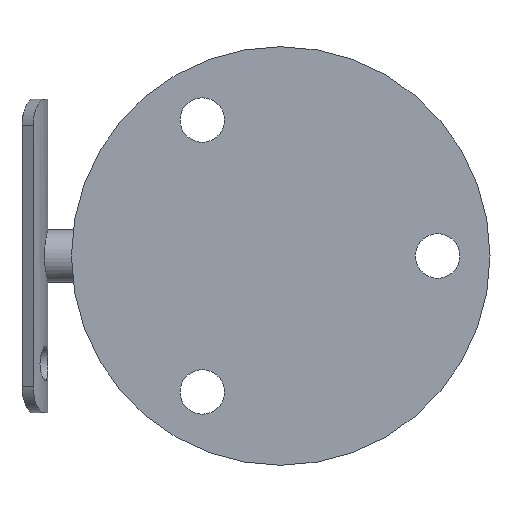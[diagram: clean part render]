
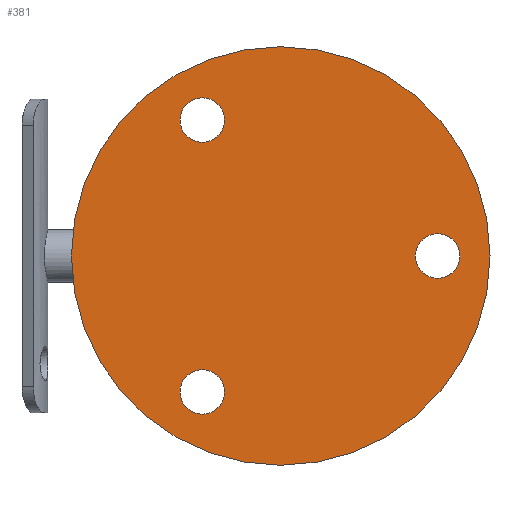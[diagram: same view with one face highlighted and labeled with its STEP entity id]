
A CAD part, left-side view. The second image highlights one B-rep face of the part: STEP entity #381.
In plain terms, the highlighted planar face has unit normal (-1, 0, 0).
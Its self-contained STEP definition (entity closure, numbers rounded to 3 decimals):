
#5 = AXIS2_PLACEMENT_3D ( 'NONE', #763, #145, #755 ) ;
#17 = ORIENTED_EDGE ( 'NONE', *, *, #805, .T. ) ;
#25 = CIRCLE ( 'NONE', #424, 4.25 ) ;
#70 = EDGE_CURVE ( 'NONE', #1088, #1148, #637, .T. ) ;
#84 = ORIENTED_EDGE ( 'NONE', *, *, #368, .T. ) ;
#90 = CARTESIAN_POINT ( 'NONE',  ( 0., 15., -25.981 ) ) ;
#112 = EDGE_CURVE ( 'NONE', #1344, #1357, #1631, .T. ) ;
#118 = PLANE ( 'NONE',  #5 ) ;
#132 = VERTEX_POINT ( 'NONE', #382 ) ;
#145 = DIRECTION ( 'NONE',  ( 1., 0., 0. ) ) ;
#157 = CARTESIAN_POINT ( 'NONE',  ( 0., 0., -40. ) ) ;
#165 = ORIENTED_EDGE ( 'NONE', *, *, #182, .T. ) ;
#182 = EDGE_CURVE ( 'NONE', #1489, #132, #233, .T. ) ;
#189 = EDGE_LOOP ( 'NONE', ( #84, #165 ) ) ;
#210 = DIRECTION ( 'NONE',  ( 0., 0., -1. ) ) ;
#232 = EDGE_LOOP ( 'NONE', ( #17, #810 ) ) ;
#233 = CIRCLE ( 'NONE', #494, 4.25 ) ;
#252 = CARTESIAN_POINT ( 'NONE',  ( 0., 0., 40. ) ) ;
#255 = EDGE_CURVE ( 'NONE', #1606, #836, #25, .T. ) ;
#292 = AXIS2_PLACEMENT_3D ( 'NONE', #1503, #473, #732 ) ;
#349 = DIRECTION ( 'NONE',  ( 0., 0., -1. ) ) ;
#368 = EDGE_CURVE ( 'NONE', #132, #1489, #537, .T. ) ;
#381 = ADVANCED_FACE ( 'NONE', ( #1511, #638, #778, #1628 ), #118, .F. ) ;
#382 = CARTESIAN_POINT ( 'NONE',  ( 0., -30., -4.25 ) ) ;
#386 = CARTESIAN_POINT ( 'NONE',  ( 0., 15., 30.231 ) ) ;
#424 = AXIS2_PLACEMENT_3D ( 'NONE', #1137, #650, #1146 ) ;
#433 = DIRECTION ( 'NONE',  ( 0., 0., -1. ) ) ;
#473 = DIRECTION ( 'NONE',  ( 1., 0., 0. ) ) ;
#479 = ORIENTED_EDGE ( 'NONE', *, *, #623, .T. ) ;
#490 = DIRECTION ( 'NONE',  ( 1., 0., 0. ) ) ;
#494 = AXIS2_PLACEMENT_3D ( 'NONE', #660, #1027, #890 ) ;
#508 = AXIS2_PLACEMENT_3D ( 'NONE', #1016, #490, #1255 ) ;
#537 = CIRCLE ( 'NONE', #508, 4.25 ) ;
#548 = CARTESIAN_POINT ( 'NONE',  ( 0., 15., -30.231 ) ) ;
#607 = DIRECTION ( 'NONE',  ( 1., 0., 0. ) ) ;
#623 = EDGE_CURVE ( 'NONE', #836, #1606, #1241, .T. ) ;
#637 = CIRCLE ( 'NONE', #1554, 40. ) ;
#638 = FACE_BOUND ( 'NONE', #1085, .T. ) ;
#650 = DIRECTION ( 'NONE',  ( 1., 0., 0. ) ) ;
#660 = CARTESIAN_POINT ( 'NONE',  ( 0., -30., 0. ) ) ;
#732 = DIRECTION ( 'NONE',  ( 0., 0., -1. ) ) ;
#734 = EDGE_LOOP ( 'NONE', ( #1515, #1534 ) ) ;
#755 = DIRECTION ( 'NONE',  ( 0., 0., -1. ) ) ;
#757 = AXIS2_PLACEMENT_3D ( 'NONE', #90, #1094, #349 ) ;
#763 = CARTESIAN_POINT ( 'NONE',  ( 0., 0., 0. ) ) ;
#778 = FACE_BOUND ( 'NONE', #189, .T. ) ;
#805 = EDGE_CURVE ( 'NONE', #1357, #1344, #1172, .T. ) ;
#810 = ORIENTED_EDGE ( 'NONE', *, *, #112, .T. ) ;
#836 = VERTEX_POINT ( 'NONE', #1332 ) ;
#853 = CARTESIAN_POINT ( 'NONE',  ( 0., 15., 25.981 ) ) ;
#890 = DIRECTION ( 'NONE',  ( 0., 0., -1. ) ) ;
#929 = CARTESIAN_POINT ( 'NONE',  ( 0., 15., -21.731 ) ) ;
#936 = DIRECTION ( 'NONE',  ( 1., 0., 0. ) ) ;
#1016 = CARTESIAN_POINT ( 'NONE',  ( 0., -30., 0. ) ) ;
#1027 = DIRECTION ( 'NONE',  ( 1., 0., 0. ) ) ;
#1050 = AXIS2_PLACEMENT_3D ( 'NONE', #1585, #1335, #210 ) ;
#1085 = EDGE_LOOP ( 'NONE', ( #479, #1307 ) ) ;
#1088 = VERTEX_POINT ( 'NONE', #157 ) ;
#1094 = DIRECTION ( 'NONE',  ( 1., 0., 0. ) ) ;
#1137 = CARTESIAN_POINT ( 'NONE',  ( 0., 15., 25.981 ) ) ;
#1146 = DIRECTION ( 'NONE',  ( 0., 0., -1. ) ) ;
#1148 = VERTEX_POINT ( 'NONE', #252 ) ;
#1172 = CIRCLE ( 'NONE', #757, 4.25 ) ;
#1241 = CIRCLE ( 'NONE', #1453, 4.25 ) ;
#1255 = DIRECTION ( 'NONE',  ( 0., 0., -1. ) ) ;
#1307 = ORIENTED_EDGE ( 'NONE', *, *, #255, .T. ) ;
#1332 = CARTESIAN_POINT ( 'NONE',  ( 0., 15., 21.731 ) ) ;
#1335 = DIRECTION ( 'NONE',  ( 1., 0., 0. ) ) ;
#1344 = VERTEX_POINT ( 'NONE', #929 ) ;
#1357 = VERTEX_POINT ( 'NONE', #548 ) ;
#1418 = CIRCLE ( 'NONE', #1050, 40. ) ;
#1453 = AXIS2_PLACEMENT_3D ( 'NONE', #853, #607, #1568 ) ;
#1472 = EDGE_CURVE ( 'NONE', #1148, #1088, #1418, .T. ) ;
#1489 = VERTEX_POINT ( 'NONE', #1578 ) ;
#1503 = CARTESIAN_POINT ( 'NONE',  ( 0., 15., -25.981 ) ) ;
#1511 = FACE_BOUND ( 'NONE', #232, .T. ) ;
#1515 = ORIENTED_EDGE ( 'NONE', *, *, #1472, .F. ) ;
#1534 = ORIENTED_EDGE ( 'NONE', *, *, #70, .F. ) ;
#1554 = AXIS2_PLACEMENT_3D ( 'NONE', #1560, #936, #433 ) ;
#1560 = CARTESIAN_POINT ( 'NONE',  ( 0., 0., 0. ) ) ;
#1568 = DIRECTION ( 'NONE',  ( 0., 0., -1. ) ) ;
#1578 = CARTESIAN_POINT ( 'NONE',  ( 0., -30., 4.25 ) ) ;
#1585 = CARTESIAN_POINT ( 'NONE',  ( 0., 0., 0. ) ) ;
#1606 = VERTEX_POINT ( 'NONE', #386 ) ;
#1628 = FACE_OUTER_BOUND ( 'NONE', #734, .T. ) ;
#1631 = CIRCLE ( 'NONE', #292, 4.25 ) ;
